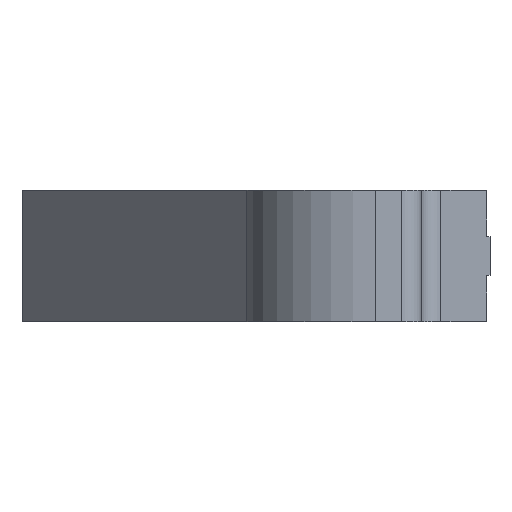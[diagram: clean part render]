
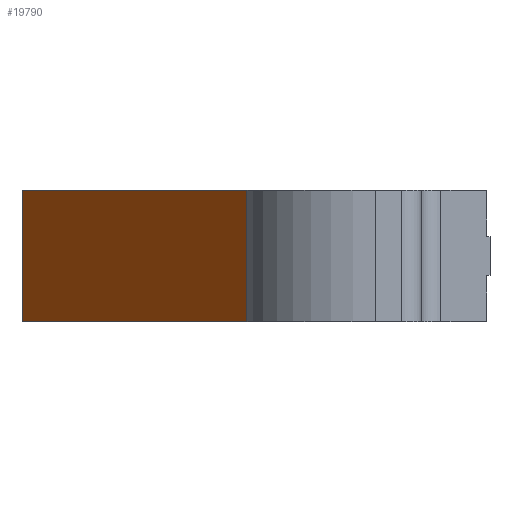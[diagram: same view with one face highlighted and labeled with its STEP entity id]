
A CAD part, front view. The second image highlights one B-rep face of the part: STEP entity #19790.
In plain terms, the highlighted planar face has unit normal (-0.978, -0.208, 0).
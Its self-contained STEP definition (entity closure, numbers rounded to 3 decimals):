
#1471=FACE_OUTER_BOUND('',#2547,.T.);
#2547=EDGE_LOOP('',(#17189,#17190,#17191,#17192));
#2579=LINE('',#25777,#4972);
#4914=LINE('',#31117,#7307);
#4943=LINE('',#31186,#7336);
#4944=LINE('',#31187,#7337);
#4972=VECTOR('',#21033,10.);
#7307=VECTOR('',#25620,10.);
#7336=VECTOR('',#25705,10.);
#7337=VECTOR('',#25706,10.);
#7360=VERTEX_POINT('',#25774);
#7361=VERTEX_POINT('',#25776);
#9102=VERTEX_POINT('',#31116);
#9114=VERTEX_POINT('',#31185);
#9142=EDGE_CURVE('',#7361,#7360,#2579,.T.);
#11780=EDGE_CURVE('',#9102,#7361,#4914,.T.);
#11818=EDGE_CURVE('',#7360,#9114,#4943,.T.);
#11819=EDGE_CURVE('',#9114,#9102,#4944,.T.);
#17189=ORIENTED_EDGE('',*,*,#11780,.T.);
#17190=ORIENTED_EDGE('',*,*,#9142,.T.);
#17191=ORIENTED_EDGE('',*,*,#11818,.T.);
#17192=ORIENTED_EDGE('',*,*,#11819,.T.);
#18042=PLANE('',#20979);
#19790=ADVANCED_FACE('',(#1471),#18042,.F.);
#20979=AXIS2_PLACEMENT_3D('',#31184,#25703,#25704);
#21033=DIRECTION('',(0.208,-0.978,0.));
#25620=DIRECTION('',(0.,0.,-1.));
#25703=DIRECTION('center_axis',(0.978,0.208,0.));
#25704=DIRECTION('ref_axis',(-0.208,0.978,0.));
#25705=DIRECTION('',(0.,0.,1.));
#25706=DIRECTION('',(-0.208,0.978,0.));
#25774=CARTESIAN_POINT('',(-38.563,-179.158,110.));
#25776=CARTESIAN_POINT('',(-72.721,-18.455,110.));
#25777=CARTESIAN_POINT('',(-38.563,-179.158,110.));
#31116=CARTESIAN_POINT('',(-72.721,-18.455,130.));
#31117=CARTESIAN_POINT('',(-72.721,-18.455,120.));
#31184=CARTESIAN_POINT('Origin',(-38.563,-179.158,120.));
#31185=CARTESIAN_POINT('',(-38.563,-179.158,130.));
#31186=CARTESIAN_POINT('',(-38.563,-179.158,120.));
#31187=CARTESIAN_POINT('',(-38.563,-179.158,130.));
